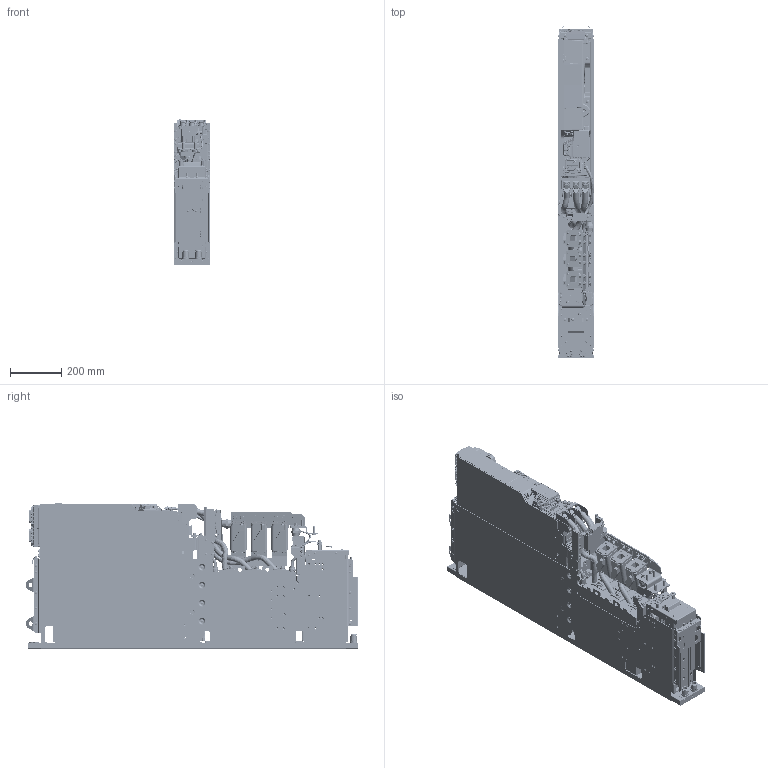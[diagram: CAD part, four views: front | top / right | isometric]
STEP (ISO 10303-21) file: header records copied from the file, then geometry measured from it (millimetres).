
FILE_DESCRIPTION(/* description */ (''),/* implementation_level */ '2;1');
FILE_NAME(/* name */ 'MCAD-iC7-60-DR10L-IP00-AED1-A.stp',/* time_stamp */ '2022-09-27T16:15:26+03:00',/* author */ (''),/* organization */ (''),/* preprocessor_version */ 'ST-DEVELOPER v16.7',/* originating_system */ 'SIEMENS PLM Software NX 1892',/* authorisation */ '');
FILE_SCHEMA (('AP203_CONFIGURATION_CONTROLLED_3D_DESIGN_OF_MECHANICAL_PARTS_AND_ASSEMBLIES_MIM_LF { 1 0 10303 403 2 1 2}'));
Bounding box: 140 x 1291.37 x 568.5 mm (x, y, z)
Volume: 38096210.6 mm3; surface area: 7337224.8 mm2
Topology: 470 solids, 484 shells, 29322 faces, 73811 edges, 46273 vertices
Faces by surface type: plane 12600, cylinder 10026, bspline 3607, cone 1459, torus 719, extrusion 450, sphere 409, revolution 52
Full cylindrical faces by diameter (mm): 1 x15, 1.2 x5, 1.25 x5, 1.592 x3, 1.6 x4, 2 x5, 2.5 x6, 2.9 x78, 3 x6, 3.131 x3, 3.141 x3, 3.242 x3, 3.3 x5, 3.5 x9, 3.6 x46, 3.65 x3, 3.7 x29, 4 x83, 4.1 x4, 4.134 x10, 4.2 x34, 4.5 x65, 4.6 x35, 4.69 x2, 4.8 x50, 4.917 x2, 5 x74, 5.1 x2, 5.2 x4, 5.25 x6
Entity records: 875249 total; most frequent: CRTPNT 282703, ORNEDG 114098, DRCTN 107378, EDGCRV 57049, A2PL3D 37630, VRTPNT 36662, VECTOR 32111, LINE 31661
